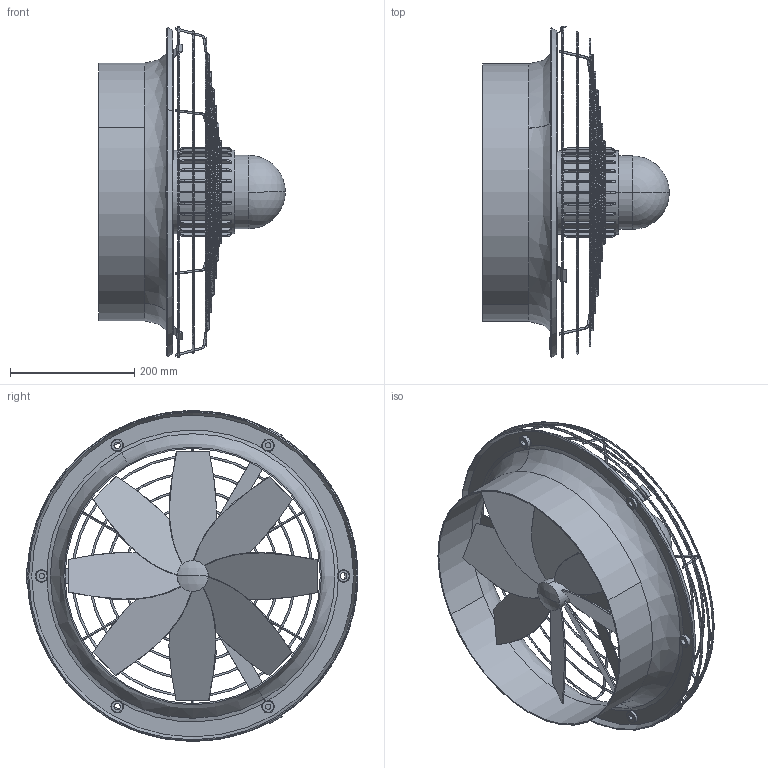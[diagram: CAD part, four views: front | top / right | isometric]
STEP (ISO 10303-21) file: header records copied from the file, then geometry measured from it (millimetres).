
FILE_DESCRIPTION (( 'STEP AP214' ), '1' );
FILE_NAME ('0094-0049.STEP', '2015-02-08T18:14:56', ( '' ), ( '' ), 'SwSTEP 2.0', 'SolidWorks 2013', '' );
FILE_SCHEMA (( 'AUTOMOTIVE_DESIGN' ));
Length unit declared in the file: millimetre
Products named in the file (1): 0094-0049
Bounding box: 299.8 x 533.47 x 531.4 mm (x, y, z)
Volume: 3035039.3 mm3; surface area: 950497 mm2
Topology: 1 solids, 1 shells, 971 faces, 2857 edges, 1854 vertices
Faces by surface type: bspline 396, plane 367, cylinder 124, torus 48, cone 30, sphere 6
Entity records: 52142 total; most frequent: CARTESIAN_POINT 18020, ORIENTED_EDGE 5706, DIRECTION 3797, EDGE_CURVE 2853, VERTEX_POINT 1854, AXIS2_PLACEMENT_3D 1401, EDGE_LOOP 1055, LINE 995
